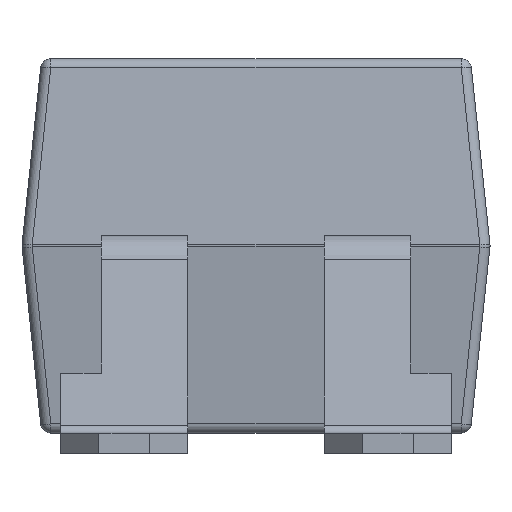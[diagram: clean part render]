
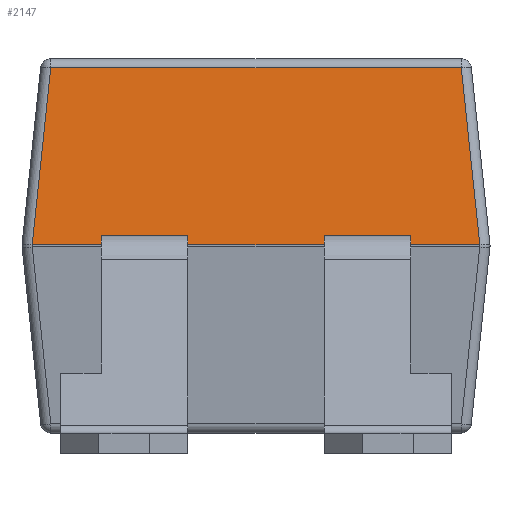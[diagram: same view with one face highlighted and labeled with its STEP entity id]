
A CAD part, front view. The second image highlights one B-rep face of the part: STEP entity #2147.
In plain terms, the highlighted planar face has unit normal (0, -0.995, 0.104).
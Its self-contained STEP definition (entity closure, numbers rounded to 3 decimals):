
#207=LINE('',#3236,#431);
#239=LINE('',#3329,#463);
#258=LINE('',#3376,#482);
#260=LINE('',#3383,#484);
#263=LINE('',#3391,#487);
#264=LINE('',#3393,#488);
#265=LINE('',#3395,#489);
#266=LINE('',#3397,#490);
#267=LINE('',#3399,#491);
#268=LINE('',#3401,#492);
#269=LINE('',#3403,#493);
#270=LINE('',#3404,#494);
#431=VECTOR('',#2563,10.);
#463=VECTOR('',#2651,10.);
#482=VECTOR('',#2692,10.);
#484=VECTOR('',#2702,10.);
#487=VECTOR('',#2715,10.);
#488=VECTOR('',#2716,10.);
#489=VECTOR('',#2717,10.);
#490=VECTOR('',#2718,10.);
#491=VECTOR('',#2719,10.);
#492=VECTOR('',#2720,10.);
#493=VECTOR('',#2721,10.);
#494=VECTOR('',#2722,10.);
#631=PLANE('',#2314);
#707=FACE_OUTER_BOUND('',#832,.T.);
#832=EDGE_LOOP('',(#1707,#1708,#1709,#1710,#1711,#1712,#1713,#1714,#1715,
#1716,#1717,#1718));
#1053=VERTEX_POINT('',#3233);
#1054=VERTEX_POINT('',#3235);
#1086=VERTEX_POINT('',#3327);
#1087=VERTEX_POINT('',#3328);
#1103=VERTEX_POINT('',#3373);
#1104=VERTEX_POINT('',#3375);
#1106=VERTEX_POINT('',#3392);
#1107=VERTEX_POINT('',#3394);
#1108=VERTEX_POINT('',#3396);
#1109=VERTEX_POINT('',#3398);
#1110=VERTEX_POINT('',#3400);
#1111=VERTEX_POINT('',#3402);
#1249=EDGE_CURVE('',#1054,#1053,#207,.T.);
#1297=EDGE_CURVE('',#1086,#1087,#239,.T.);
#1322=EDGE_CURVE('',#1104,#1103,#258,.T.);
#1326=EDGE_CURVE('',#1087,#1104,#260,.T.);
#1329=EDGE_CURVE('',#1054,#1103,#263,.T.);
#1330=EDGE_CURVE('',#1053,#1106,#264,.T.);
#1331=EDGE_CURVE('',#1106,#1107,#265,.T.);
#1332=EDGE_CURVE('',#1108,#1107,#266,.T.);
#1333=EDGE_CURVE('',#1109,#1108,#267,.T.);
#1334=EDGE_CURVE('',#1110,#1109,#268,.T.);
#1335=EDGE_CURVE('',#1111,#1110,#269,.T.);
#1336=EDGE_CURVE('',#1086,#1111,#270,.T.);
#1707=ORIENTED_EDGE('',*,*,#1297,.T.);
#1708=ORIENTED_EDGE('',*,*,#1326,.T.);
#1709=ORIENTED_EDGE('',*,*,#1322,.T.);
#1710=ORIENTED_EDGE('',*,*,#1329,.F.);
#1711=ORIENTED_EDGE('',*,*,#1249,.T.);
#1712=ORIENTED_EDGE('',*,*,#1330,.T.);
#1713=ORIENTED_EDGE('',*,*,#1331,.T.);
#1714=ORIENTED_EDGE('',*,*,#1332,.F.);
#1715=ORIENTED_EDGE('',*,*,#1333,.F.);
#1716=ORIENTED_EDGE('',*,*,#1334,.F.);
#1717=ORIENTED_EDGE('',*,*,#1335,.F.);
#1718=ORIENTED_EDGE('',*,*,#1336,.F.);
#2147=ADVANCED_FACE('',(#707),#631,.T.);
#2314=AXIS2_PLACEMENT_3D('',#3390,#2713,#2714);
#2563=DIRECTION('',(0.,0.105,0.995));
#2651=DIRECTION('',(0.,0.105,0.995));
#2692=DIRECTION('',(0.,-0.105,-0.995));
#2702=DIRECTION('',(1.,0.,0.));
#2713=DIRECTION('center_axis',(0.,-0.995,0.105));
#2714=DIRECTION('ref_axis',(1.,0.,0.));
#2715=DIRECTION('',(-1.,0.,0.));
#2716=DIRECTION('',(1.,0.,0.));
#2717=DIRECTION('',(0.,-0.105,-0.995));
#2718=DIRECTION('',(-1.,0.,0.));
#2719=DIRECTION('',(0.104,-0.104,-0.989));
#2720=DIRECTION('',(1.,0.,0.));
#2721=DIRECTION('',(0.104,0.104,0.989));
#2722=DIRECTION('',(-1.,0.,0.));
#3233=CARTESIAN_POINT('',(0.67,-3.239,2.14));
#3235=CARTESIAN_POINT('',(0.67,-3.249,2.05));
#3236=CARTESIAN_POINT('',(0.67,-3.303,1.54));
#3327=CARTESIAN_POINT('',(-1.52,-3.249,2.05));
#3328=CARTESIAN_POINT('',(-1.52,-3.239,2.14));
#3329=CARTESIAN_POINT('',(-1.52,-3.27,1.852));
#3373=CARTESIAN_POINT('',(-0.67,-3.249,2.05));
#3375=CARTESIAN_POINT('',(-0.67,-3.239,2.14));
#3376=CARTESIAN_POINT('',(-0.67,-3.303,1.54));
#3383=CARTESIAN_POINT('',(0.503,-3.239,2.14));
#3390=CARTESIAN_POINT('Origin',(2.3,-3.25,2.04));
#3391=CARTESIAN_POINT('',(0.,-3.249,2.05));
#3392=CARTESIAN_POINT('',(1.52,-3.239,2.14));
#3393=CARTESIAN_POINT('',(1.798,-3.239,2.14));
#3394=CARTESIAN_POINT('',(1.52,-3.249,2.05));
#3395=CARTESIAN_POINT('',(1.52,-3.15,2.987));
#3396=CARTESIAN_POINT('',(2.199,-3.249,2.05));
#3397=CARTESIAN_POINT('',(0.,-3.249,2.05));
#3398=CARTESIAN_POINT('',(2.017,-3.066,3.79));
#3399=CARTESIAN_POINT('',(2.166,-3.216,2.364));
#3400=CARTESIAN_POINT('',(-2.017,-3.066,3.79));
#3401=CARTESIAN_POINT('',(1.15,-3.066,3.79));
#3402=CARTESIAN_POINT('',(-2.199,-3.249,2.05));
#3403=CARTESIAN_POINT('',(-2.177,-3.226,2.266));
#3404=CARTESIAN_POINT('',(0.,-3.249,2.05));
